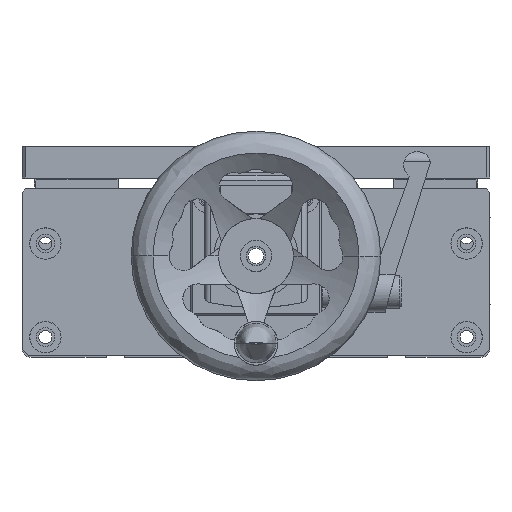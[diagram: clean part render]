
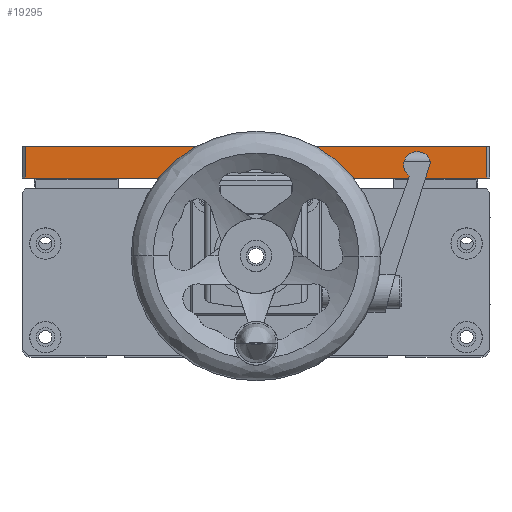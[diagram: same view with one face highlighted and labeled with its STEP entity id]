
A CAD part, front view. The second image highlights one B-rep face of the part: STEP entity #19295.
In plain terms, the highlighted planar face has unit normal (0, -1, 0).
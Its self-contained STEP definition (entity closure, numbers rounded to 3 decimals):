
#121 = VECTOR ( 'NONE', #41746, 1000. ) ;
#297 = ORIENTED_EDGE ( 'NONE', *, *, #3309, .F. ) ;
#978 = VECTOR ( 'NONE', #35357, 1000. ) ;
#2223 = CARTESIAN_POINT ( 'NONE',  ( -101.826, -98.047, 37.5 ) ) ;
#2401 = EDGE_CURVE ( 'NONE', #12672, #9298, #8497, .T. ) ;
#3309 = EDGE_CURVE ( 'NONE', #12672, #35956, #38576, .T. ) ;
#6143 = CARTESIAN_POINT ( 'NONE',  ( -102.826, -98.047, 37.5 ) ) ;
#7000 = FACE_OUTER_BOUND ( 'NONE', #34970, .T. ) ;
#7735 = EDGE_CURVE ( 'NONE', #9298, #33200, #23004, .T. ) ;
#8497 = LINE ( 'NONE', #27885, #121 ) ;
#9298 = VERTEX_POINT ( 'NONE', #2223 ) ;
#10634 = VECTOR ( 'NONE', #13874, 1000. ) ;
#10957 = EDGE_CURVE ( 'NONE', #33200, #35956, #14480, .T. ) ;
#11294 = ORIENTED_EDGE ( 'NONE', *, *, #7735, .T. ) ;
#11732 = ORIENTED_EDGE ( 'NONE', *, *, #10957, .T. ) ;
#12364 = VECTOR ( 'NONE', #35365, 1000. ) ;
#12672 = VERTEX_POINT ( 'NONE', #26972 ) ;
#12871 = CARTESIAN_POINT ( 'NONE',  ( 46.174, -98.047, 47.5 ) ) ;
#13874 = DIRECTION ( 'NONE',  ( 0., 0., 1. ) ) ;
#14480 = LINE ( 'NONE', #30676, #10634 ) ;
#18775 = CARTESIAN_POINT ( 'NONE',  ( -102.826, -98.047, 47.5 ) ) ;
#19295 = ADVANCED_FACE ( 'NONE', ( #7000 ), #30028, .T. ) ;
#19639 = DIRECTION ( 'NONE',  ( 0., -1., 0. ) ) ;
#22734 = CARTESIAN_POINT ( 'NONE',  ( 46.174, -98.047, 37.5 ) ) ;
#23004 = LINE ( 'NONE', #6143, #978 ) ;
#23024 = DIRECTION ( 'NONE',  ( 1., 0., 0. ) ) ;
#26619 = CARTESIAN_POINT ( 'NONE',  ( -102.826, -98.047, 37.5 ) ) ;
#26972 = CARTESIAN_POINT ( 'NONE',  ( -101.826, -98.047, 47.5 ) ) ;
#27885 = CARTESIAN_POINT ( 'NONE',  ( -101.826, -98.047, 37.5 ) ) ;
#28410 = ORIENTED_EDGE ( 'NONE', *, *, #2401, .T. ) ;
#30028 = PLANE ( 'NONE',  #30800 ) ;
#30676 = CARTESIAN_POINT ( 'NONE',  ( 46.174, -98.047, 37.5 ) ) ;
#30800 = AXIS2_PLACEMENT_3D ( 'NONE', #26619, #19639, #23024 ) ;
#33200 = VERTEX_POINT ( 'NONE', #22734 ) ;
#34970 = EDGE_LOOP ( 'NONE', ( #297, #28410, #11294, #11732 ) ) ;
#35357 = DIRECTION ( 'NONE',  ( 1., 0., 0. ) ) ;
#35365 = DIRECTION ( 'NONE',  ( 1., 0., 0. ) ) ;
#35956 = VERTEX_POINT ( 'NONE', #12871 ) ;
#38576 = LINE ( 'NONE', #18775, #12364 ) ;
#41746 = DIRECTION ( 'NONE',  ( 0., 0., -1. ) ) ;
